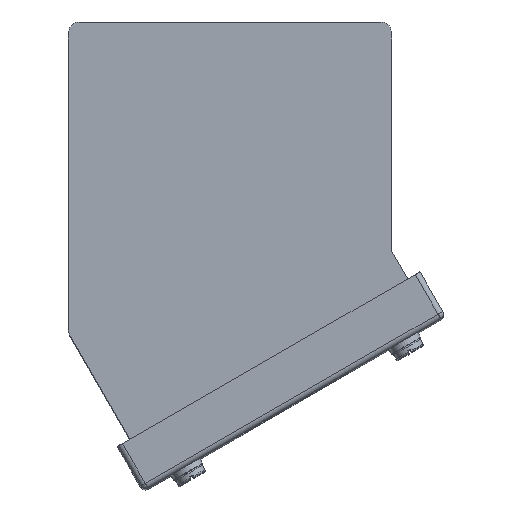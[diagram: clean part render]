
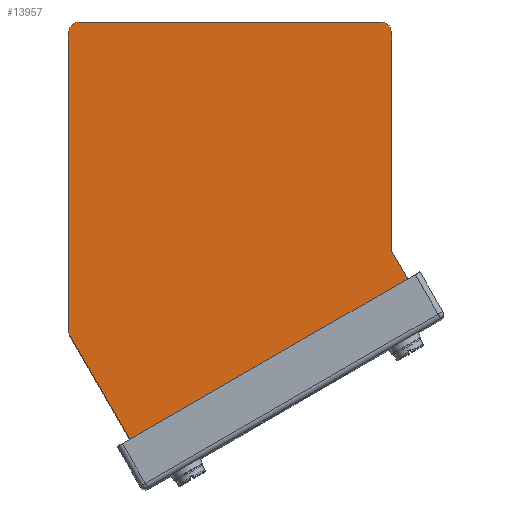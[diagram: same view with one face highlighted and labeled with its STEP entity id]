
A CAD part, top view. The second image highlights one B-rep face of the part: STEP entity #13957.
In plain terms, the highlighted planar face has unit normal (0, 0, 1).
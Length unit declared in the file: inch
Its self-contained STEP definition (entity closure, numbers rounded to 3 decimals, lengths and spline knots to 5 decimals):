
#137 = EDGE_CURVE ( 'NONE', #4086, #13086, #12216, .T. ) ;
#152 = ORIENTED_EDGE ( 'NONE', *, *, #13724, .F. ) ;
#187 = AXIS2_PLACEMENT_3D ( 'NONE', #3398, #1227, #12358 ) ;
#224 = DIRECTION ( 'NONE',  ( 0., 0., -1. ) ) ;
#250 = CARTESIAN_POINT ( 'NONE',  ( 1.645, 2.5003, 3.875 ) ) ;
#297 = DIRECTION ( 'NONE',  ( 0., -1., 0. ) ) ;
#332 = EDGE_CURVE ( 'NONE', #10639, #10021, #8371, .T. ) ;
#472 = ORIENTED_EDGE ( 'NONE', *, *, #13207, .F. ) ;
#482 = DIRECTION ( 'NONE',  ( 0., 0., -1. ) ) ;
#548 = DIRECTION ( 'NONE',  ( -1., 0., 0. ) ) ;
#816 = FACE_OUTER_BOUND ( 'NONE', #3590, .T. ) ;
#1017 = DIRECTION ( 'NONE',  ( -1., 0., 0. ) ) ;
#1227 = DIRECTION ( 'NONE',  ( 0., 0., -1. ) ) ;
#1325 = CARTESIAN_POINT ( 'NONE',  ( 1.77304, -0.01392, 3.875 ) ) ;
#1421 = CIRCLE ( 'NONE', #9767, 0.12 ) ;
#1533 = AXIS2_PLACEMENT_3D ( 'NONE', #2160, #224, #12057 ) ;
#1634 = VERTEX_POINT ( 'NONE', #3129 ) ;
#1750 = VECTOR ( 'NONE', #6063, 39.37008 ) ;
#1827 = EDGE_CURVE ( 'NONE', #4840, #12832, #6987, .T. ) ;
#1829 = CARTESIAN_POINT ( 'NONE',  ( -1.765, -0.85936, 3.875 ) ) ;
#1957 = CARTESIAN_POINT ( 'NONE',  ( -0.78219, -2.35379, 3.875 ) ) ;
#1995 = EDGE_CURVE ( 'NONE', #10021, #1634, #1421, .T. ) ;
#2160 = CARTESIAN_POINT ( 'NONE',  ( -1.645, -0.85936, 3.875 ) ) ;
#2237 = CARTESIAN_POINT ( 'NONE',  ( -1.765, 2.3803, 3.875 ) ) ;
#2343 = CARTESIAN_POINT ( 'NONE',  ( 1.765, 0.01608, 3.875 ) ) ;
#2609 = DIRECTION ( 'NONE',  ( -1., 0., 0. ) ) ;
#2836 = EDGE_CURVE ( 'NONE', #6563, #12768, #13426, .T. ) ;
#2915 = LINE ( 'NONE', #11800, #9745 ) ;
#3129 = CARTESIAN_POINT ( 'NONE',  ( -0.94611, -2.30987, 3.875 ) ) ;
#3398 = CARTESIAN_POINT ( 'NONE',  ( 1.645, 2.3803, 3.875 ) ) ;
#3590 = EDGE_LOOP ( 'NONE', ( #8938, #472, #13742, #14325, #11479, #4809, #8568, #9313, #152, #5483, #4103, #5448 ) ) ;
#3891 = DIRECTION ( 'NONE',  ( 0., 0., -1. ) ) ;
#3994 = VECTOR ( 'NONE', #6726, 39.37008 ) ;
#4074 = CARTESIAN_POINT ( 'NONE',  ( -0.78219, -2.35379, 3.875 ) ) ;
#4086 = VERTEX_POINT ( 'NONE', #5765 ) ;
#4103 = ORIENTED_EDGE ( 'NONE', *, *, #12254, .F. ) ;
#4809 = ORIENTED_EDGE ( 'NONE', *, *, #7372, .F. ) ;
#4840 = VERTEX_POINT ( 'NONE', #12829 ) ;
#5078 = AXIS2_PLACEMENT_3D ( 'NONE', #9542, #482, #10543 ) ;
#5448 = ORIENTED_EDGE ( 'NONE', *, *, #10653, .F. ) ;
#5483 = ORIENTED_EDGE ( 'NONE', *, *, #2836, .F. ) ;
#5765 = CARTESIAN_POINT ( 'NONE',  ( -1.74892, -0.91936, 3.875 ) ) ;
#5835 = LINE ( 'NONE', #10299, #1750 ) ;
#5995 = VERTEX_POINT ( 'NONE', #2237 ) ;
#6015 = CIRCLE ( 'NONE', #187, 0.12 ) ;
#6063 = DIRECTION ( 'NONE',  ( 0., 1., 0. ) ) ;
#6249 = VERTEX_POINT ( 'NONE', #13182 ) ;
#6452 = AXIS2_PLACEMENT_3D ( 'NONE', #13520, #12567, #2609 ) ;
#6563 = VERTEX_POINT ( 'NONE', #9619 ) ;
#6726 = DIRECTION ( 'NONE',  ( 1., 0., 0. ) ) ;
#6788 = CARTESIAN_POINT ( 'NONE',  ( 2.04303, -0.72156, 3.875 ) ) ;
#6821 = CARTESIAN_POINT ( 'NONE',  ( 1.825, 0.01608, 3.875 ) ) ;
#6987 = CIRCLE ( 'NONE', #10951, 0.06 ) ;
#7011 = CARTESIAN_POINT ( 'NONE',  ( 1.98303, -0.61763, 3.875 ) ) ;
#7098 = VECTOR ( 'NONE', #10641, 39.37008 ) ;
#7246 = DIRECTION ( 'NONE',  ( 0., 0., -1. ) ) ;
#7289 = EDGE_CURVE ( 'NONE', #6249, #10639, #9817, .T. ) ;
#7372 = EDGE_CURVE ( 'NONE', #12832, #6249, #12985, .T. ) ;
#7864 = LINE ( 'NONE', #2343, #13789 ) ;
#8371 = LINE ( 'NONE', #4074, #7098 ) ;
#8393 = DIRECTION ( 'NONE',  ( 0.5, -0.866, 0. ) ) ;
#8568 = ORIENTED_EDGE ( 'NONE', *, *, #1827, .F. ) ;
#8938 = ORIENTED_EDGE ( 'NONE', *, *, #137, .F. ) ;
#9002 = CARTESIAN_POINT ( 'NONE',  ( 1.765, 2.3803, 3.875 ) ) ;
#9313 = ORIENTED_EDGE ( 'NONE', *, *, #11002, .F. ) ;
#9542 = CARTESIAN_POINT ( 'NONE',  ( -1.645, -0.85936, 3.875 ) ) ;
#9619 = CARTESIAN_POINT ( 'NONE',  ( -1.645, 2.5003, 3.875 ) ) ;
#9694 = PLANE ( 'NONE',  #5078 ) ;
#9745 = VECTOR ( 'NONE', #10700, 39.37008 ) ;
#9767 = AXIS2_PLACEMENT_3D ( 'NONE', #10748, #3891, #12851 ) ;
#9792 = CARTESIAN_POINT ( 'NONE',  ( 1.645, 2.5003, 3.875 ) ) ;
#9817 = CIRCLE ( 'NONE', #13763, 0.12 ) ;
#10021 = VERTEX_POINT ( 'NONE', #1957 ) ;
#10299 = CARTESIAN_POINT ( 'NONE',  ( -1.765, 2.3803, 3.875 ) ) ;
#10543 = DIRECTION ( 'NONE',  ( -1., 0., 0. ) ) ;
#10639 = VERTEX_POINT ( 'NONE', #6788 ) ;
#10641 = DIRECTION ( 'NONE',  ( -0.866, -0.5, 0. ) ) ;
#10653 = EDGE_CURVE ( 'NONE', #13086, #5995, #5835, .T. ) ;
#10700 = DIRECTION ( 'NONE',  ( -0.5, 0.866, 0. ) ) ;
#10748 = CARTESIAN_POINT ( 'NONE',  ( -0.84219, -2.24987, 3.875 ) ) ;
#10951 = AXIS2_PLACEMENT_3D ( 'NONE', #6821, #10993, #1017 ) ;
#10993 = DIRECTION ( 'NONE',  ( 0., 0., 1. ) ) ;
#11002 = EDGE_CURVE ( 'NONE', #13738, #4840, #7864, .T. ) ;
#11089 = CARTESIAN_POINT ( 'NONE',  ( 2.08695, -0.55763, 3.875 ) ) ;
#11479 = ORIENTED_EDGE ( 'NONE', *, *, #7289, .F. ) ;
#11800 = CARTESIAN_POINT ( 'NONE',  ( -1.74892, -0.91936, 3.875 ) ) ;
#12057 = DIRECTION ( 'NONE',  ( -1., 0., 0. ) ) ;
#12216 = CIRCLE ( 'NONE', #1533, 0.12 ) ;
#12254 = EDGE_CURVE ( 'NONE', #5995, #6563, #13183, .T. ) ;
#12358 = DIRECTION ( 'NONE',  ( -1., 0., 0. ) ) ;
#12371 = VECTOR ( 'NONE', #8393, 39.37008 ) ;
#12567 = DIRECTION ( 'NONE',  ( 0., 0., -1. ) ) ;
#12768 = VERTEX_POINT ( 'NONE', #250 ) ;
#12829 = CARTESIAN_POINT ( 'NONE',  ( 1.765, 0.01608, 3.875 ) ) ;
#12832 = VERTEX_POINT ( 'NONE', #1325 ) ;
#12851 = DIRECTION ( 'NONE',  ( -1., 0., 0. ) ) ;
#12985 = LINE ( 'NONE', #11089, #12371 ) ;
#13086 = VERTEX_POINT ( 'NONE', #1829 ) ;
#13182 = CARTESIAN_POINT ( 'NONE',  ( 2.08695, -0.55763, 3.875 ) ) ;
#13183 = CIRCLE ( 'NONE', #6452, 0.12 ) ;
#13207 = EDGE_CURVE ( 'NONE', #1634, #4086, #2915, .T. ) ;
#13426 = LINE ( 'NONE', #9792, #3994 ) ;
#13520 = CARTESIAN_POINT ( 'NONE',  ( -1.645, 2.3803, 3.875 ) ) ;
#13724 = EDGE_CURVE ( 'NONE', #12768, #13738, #6015, .T. ) ;
#13738 = VERTEX_POINT ( 'NONE', #9002 ) ;
#13742 = ORIENTED_EDGE ( 'NONE', *, *, #1995, .F. ) ;
#13763 = AXIS2_PLACEMENT_3D ( 'NONE', #7011, #7246, #548 ) ;
#13789 = VECTOR ( 'NONE', #297, 39.37008 ) ;
#13957 = ADVANCED_FACE ( 'NONE', ( #816 ), #9694, .F. ) ;
#14325 = ORIENTED_EDGE ( 'NONE', *, *, #332, .F. ) ;
